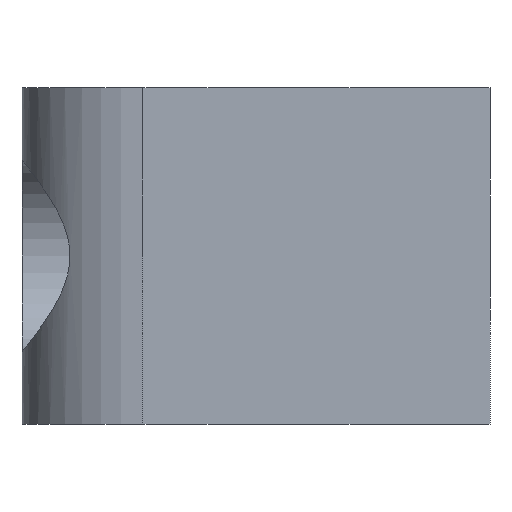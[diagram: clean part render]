
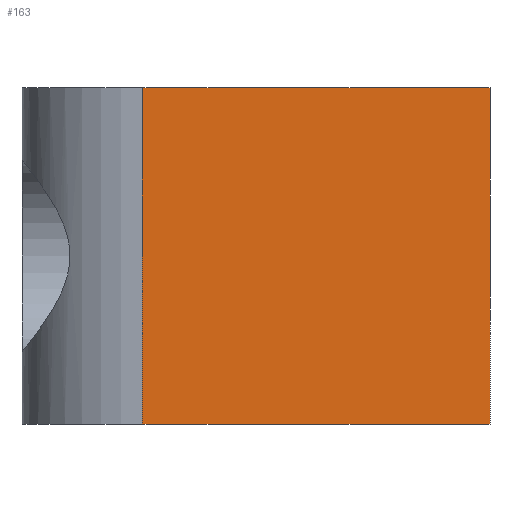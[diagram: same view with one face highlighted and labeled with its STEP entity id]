
A CAD part, front view. The second image highlights one B-rep face of the part: STEP entity #163.
In plain terms, the highlighted planar face has unit normal (0, -1, 0).
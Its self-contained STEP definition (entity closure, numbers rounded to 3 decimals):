
#163=ADVANCED_FACE('',(#188),#180,.T.);
#180=PLANE('',#413);
#188=FACE_OUTER_BOUND('',#200,.T.);
#200=EDGE_LOOP('',(#240,#241,#242,#243));
#240=ORIENTED_EDGE('',*,*,#341,.T.);
#241=ORIENTED_EDGE('',*,*,#342,.T.);
#242=ORIENTED_EDGE('',*,*,#343,.F.);
#243=ORIENTED_EDGE('',*,*,#340,.F.);
#308=VERTEX_POINT('',#556);
#309=VERTEX_POINT('',#558);
#310=VERTEX_POINT('',#562);
#311=VERTEX_POINT('',#564);
#340=EDGE_CURVE('',#309,#308,#374,.T.);
#341=EDGE_CURVE('',#309,#310,#375,.T.);
#342=EDGE_CURVE('',#310,#311,#376,.T.);
#343=EDGE_CURVE('',#308,#311,#377,.T.);
#374=LINE('',#559,#394);
#375=LINE('',#561,#395);
#376=LINE('',#563,#396);
#377=LINE('',#565,#397);
#394=VECTOR('',#465,1.);
#395=VECTOR('',#468,1.);
#396=VECTOR('',#469,1.);
#397=VECTOR('',#470,1.);
#413=AXIS2_PLACEMENT_3D('',#566,#471,#472);
#465=DIRECTION('',(0.,0.,-1.));
#468=DIRECTION('',(-1.,0.,0.));
#469=DIRECTION('',(0.,0.,-1.));
#470=DIRECTION('',(-1.,0.,0.));
#471=DIRECTION('',(0.,-1.,0.));
#472=DIRECTION('',(1.,0.,0.));
#556=CARTESIAN_POINT('',(-17.,42.,0.));
#558=CARTESIAN_POINT('',(-17.,42.,14.));
#559=CARTESIAN_POINT('',(-17.,42.,14.));
#561=CARTESIAN_POINT('',(-17.,42.,14.));
#562=CARTESIAN_POINT('',(-31.5,42.,14.));
#563=CARTESIAN_POINT('',(-31.5,42.,14.));
#564=CARTESIAN_POINT('',(-31.5,42.,0.));
#565=CARTESIAN_POINT('',(-17.,42.,0.));
#566=CARTESIAN_POINT('',(-17.,42.,14.));
